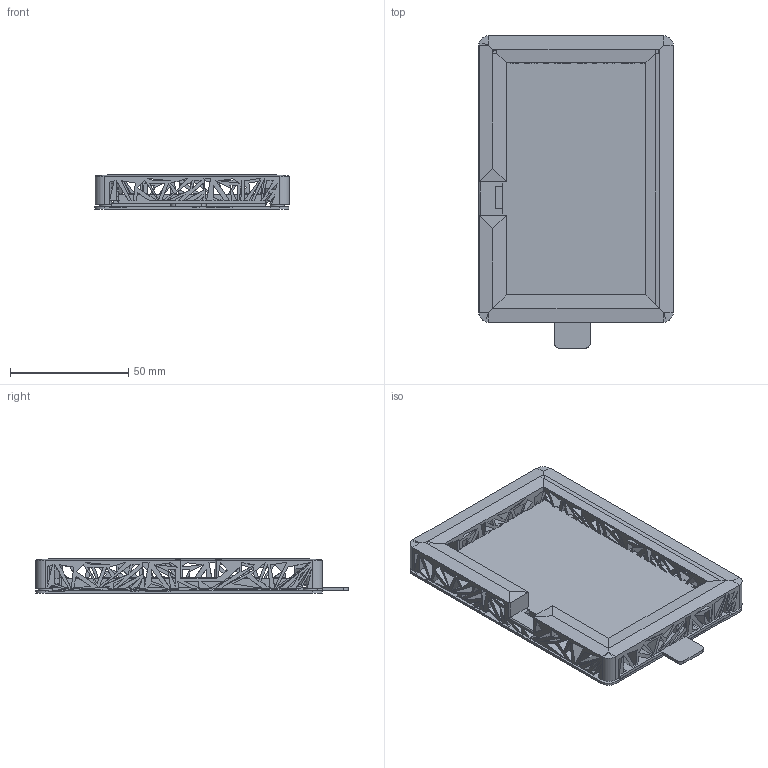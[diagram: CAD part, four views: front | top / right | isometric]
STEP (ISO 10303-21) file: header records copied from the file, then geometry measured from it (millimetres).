
FILE_DESCRIPTION(/* description */ (''),/* implementation_level */ '2;1');
FILE_NAME(/* name */ 'Caja pcb.step',/* time_stamp */ '2025-12-30T20:03:11+01:00',/* author */ (''),/* organization */ (''),/* preprocessor_version */ 'ST-DEVELOPER v20.1',/* originating_system */ 'Autodesk Translation Framework v14.21.0.0',/* authorisation */ '');
FILE_SCHEMA (('AUTOMOTIVE_DESIGN { 1 0 10303 214 3 1 1 }'));
Length unit declared in the file: millimetre
Products named in the file (2): 2025-12-29-16-34-03-032; 2025-12-29-16-36-07-206
Assembly tree (1 placements, depth 2):
  2025-12-29-16-34-03-032
    2025-12-29-16-36-07-206
Bounding box: 82.09 x 132 x 14.5 mm (x, y, z)
Volume: 66752.6 mm3; surface area: 78568.9 mm2
Topology: 48 solids, 48 shells, 1598 faces, 4745 edges, 3096 vertices
Faces by surface type: plane 1550, cylinder 40, cone 8
Full cylindrical faces by diameter (mm): 3.4 x4, 6 x4
Entity records: 52839 total; most frequent: ORIENTED_EDGE 9478, CARTESIAN_POINT 9436, DIRECTION 8151, EDGE_CURVE 4739, LINE 4529, VECTOR 4529, VERTEX_POINT 3096, AXIS2_PLACEMENT_3D 1811
